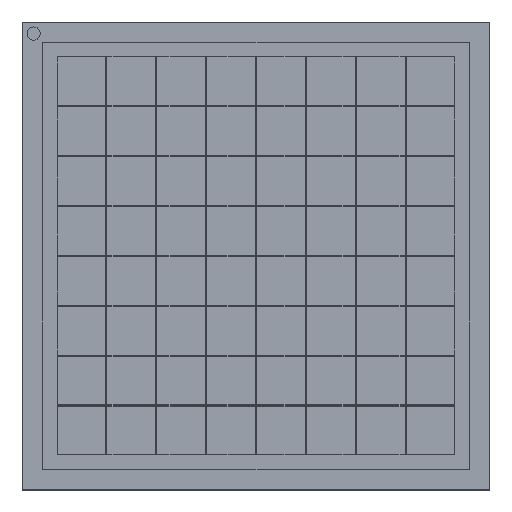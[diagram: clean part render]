
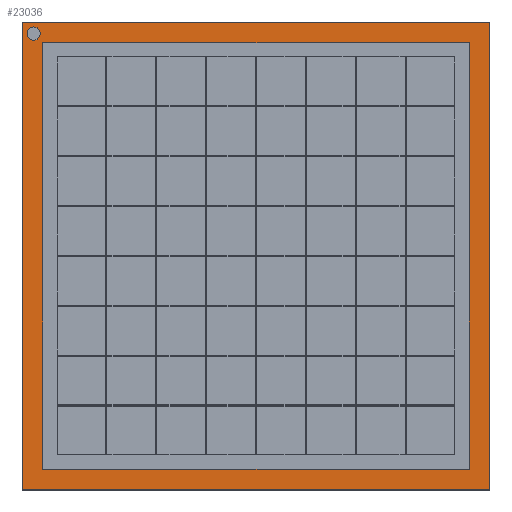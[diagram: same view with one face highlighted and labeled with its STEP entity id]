
A CAD part, top view. The second image highlights one B-rep face of the part: STEP entity #23036.
In plain terms, the highlighted planar face has unit normal (0, 0, 1).
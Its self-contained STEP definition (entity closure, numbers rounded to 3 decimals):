
#22696=CARTESIAN_POINT('',(-6.475,6.675,1.5));
#22697=VERTEX_POINT('',#22696);
#22706=CARTESIAN_POINT('',(-6.875,6.675,1.5));
#22707=VERTEX_POINT('',#22706);
#22708=CARTESIAN_POINT('',(-6.675,6.675,1.5));
#22709=DIRECTION('',(0.0,0.0,-1.0));
#22710=DIRECTION('',(1.0,0.0,0.0));
#22711=AXIS2_PLACEMENT_3D('',#22708,#22709,#22710);
#22712=CIRCLE('',#22711,0.2);
#22713=EDGE_CURVE('',#22707,#22697,#22712,.T.);
#22747=CARTESIAN_POINT('',(-6.675,6.675,1.5));
#22748=DIRECTION('',(0.0,0.0,-1.0));
#22749=DIRECTION('',(1.0,0.0,0.0));
#22750=AXIS2_PLACEMENT_3D('',#22747,#22748,#22749);
#22751=CIRCLE('',#22750,0.2);
#22752=EDGE_CURVE('',#22697,#22707,#22751,.T.);
#22782=CARTESIAN_POINT('',(-6.4,6.4,1.5));
#22783=VERTEX_POINT('',#22782);
#22790=CARTESIAN_POINT('',(-6.4,-6.4,1.5));
#22791=VERTEX_POINT('',#22790);
#22792=CARTESIAN_POINT('',(-6.4,-6.4,1.5));
#22793=DIRECTION('',(0.0,1.0,0.0));
#22794=VECTOR('',#22793,12.8);
#22795=LINE('',#22792,#22794);
#22796=EDGE_CURVE('',#22791,#22783,#22795,.T.);
#22821=CARTESIAN_POINT('',(6.4,-6.4,1.5));
#22822=VERTEX_POINT('',#22821);
#22823=CARTESIAN_POINT('',(6.4,-6.4,1.5));
#22824=DIRECTION('',(-1.0,0.0,0.0));
#22825=VECTOR('',#22824,12.8);
#22826=LINE('',#22823,#22825);
#22827=EDGE_CURVE('',#22822,#22791,#22826,.T.);
#22852=CARTESIAN_POINT('',(6.4,6.4,1.5));
#22853=VERTEX_POINT('',#22852);
#22854=CARTESIAN_POINT('',(6.4,6.4,1.5));
#22855=DIRECTION('',(0.0,-1.0,0.0));
#22856=VECTOR('',#22855,12.8);
#22857=LINE('',#22854,#22856);
#22858=EDGE_CURVE('',#22853,#22822,#22857,.T.);
#22881=CARTESIAN_POINT('',(-6.4,6.4,1.5));
#22882=DIRECTION('',(1.0,0.0,0.0));
#22883=VECTOR('',#22882,12.8);
#22884=LINE('',#22881,#22883);
#22885=EDGE_CURVE('',#22783,#22853,#22884,.T.);
#22906=CARTESIAN_POINT('',(-7.025,-7.025,1.5));
#22907=VERTEX_POINT('',#22906);
#22914=CARTESIAN_POINT('',(-7.025,7.025,1.5));
#22915=VERTEX_POINT('',#22914);
#22916=CARTESIAN_POINT('',(-7.025,-7.025,1.5));
#22917=DIRECTION('',(0.0,1.0,0.0));
#22918=VECTOR('',#22917,14.05);
#22919=LINE('',#22916,#22918);
#22920=EDGE_CURVE('',#22907,#22915,#22919,.T.);
#22944=CARTESIAN_POINT('',(7.025,-7.025,1.5));
#22945=VERTEX_POINT('',#22944);
#22952=CARTESIAN_POINT('',(7.025,-7.025,1.5));
#22953=DIRECTION('',(-1.0,0.0,0.0));
#22954=VECTOR('',#22953,14.05);
#22955=LINE('',#22952,#22954);
#22956=EDGE_CURVE('',#22945,#22907,#22955,.T.);
#22975=CARTESIAN_POINT('',(7.025,7.025,1.5));
#22976=VERTEX_POINT('',#22975);
#22983=CARTESIAN_POINT('',(7.025,7.025,1.5));
#22984=DIRECTION('',(0.0,-1.0,0.0));
#22985=VECTOR('',#22984,14.05);
#22986=LINE('',#22983,#22985);
#22987=EDGE_CURVE('',#22976,#22945,#22986,.T.);
#23005=CARTESIAN_POINT('',(-7.025,7.025,1.5));
#23006=DIRECTION('',(1.0,0.0,0.0));
#23007=VECTOR('',#23006,14.05);
#23008=LINE('',#23005,#23007);
#23009=EDGE_CURVE('',#22915,#22976,#23008,.T.);
#23015=CARTESIAN_POINT('',(0.,0.,1.5));
#23016=DIRECTION('',(0.0,0.0,1.0));
#23017=DIRECTION('',(1.0,0.0,0.0));
#23018=AXIS2_PLACEMENT_3D('',#23015,#23016,#23017);
#23019=PLANE('',#23018);
#23020=ORIENTED_EDGE('',*,*,#23009,.F.);
#23021=ORIENTED_EDGE('',*,*,#22920,.F.);
#23022=ORIENTED_EDGE('',*,*,#22956,.F.);
#23023=ORIENTED_EDGE('',*,*,#22987,.F.);
#23024=EDGE_LOOP('',(#23020,#23021,#23022,#23023));
#23025=FACE_OUTER_BOUND('',#23024,.T.);
#23026=ORIENTED_EDGE('',*,*,#22752,.T.);
#23027=ORIENTED_EDGE('',*,*,#22713,.T.);
#23028=EDGE_LOOP('',(#23026,#23027));
#23029=FACE_BOUND('',#23028,.T.);
#23030=ORIENTED_EDGE('',*,*,#22796,.T.);
#23031=ORIENTED_EDGE('',*,*,#22885,.T.);
#23032=ORIENTED_EDGE('',*,*,#22858,.T.);
#23033=ORIENTED_EDGE('',*,*,#22827,.T.);
#23034=EDGE_LOOP('',(#23030,#23031,#23032,#23033));
#23035=FACE_BOUND('',#23034,.T.);
#23036=ADVANCED_FACE('',(#23025,#23029,#23035),#23019,.T.);
